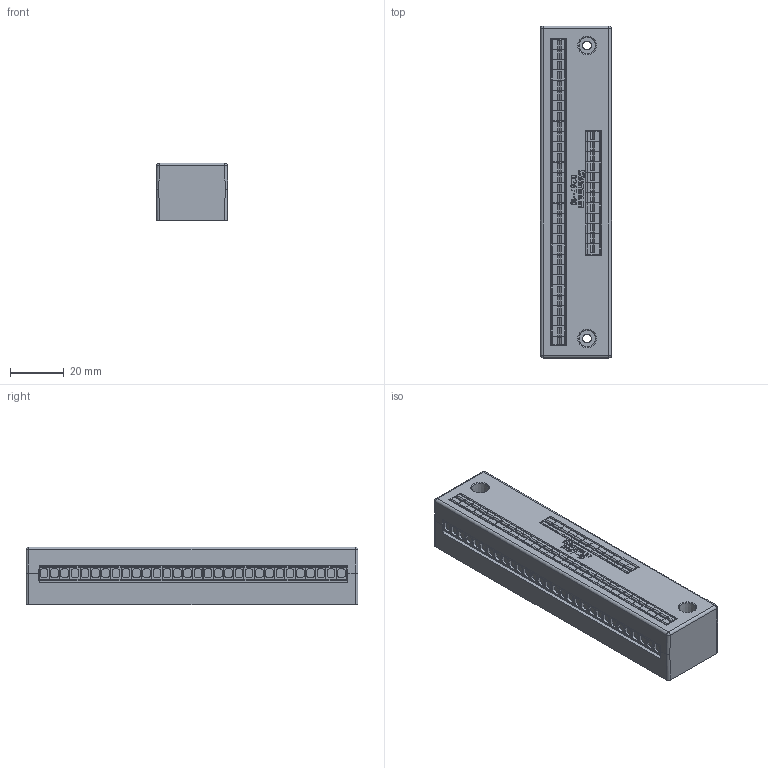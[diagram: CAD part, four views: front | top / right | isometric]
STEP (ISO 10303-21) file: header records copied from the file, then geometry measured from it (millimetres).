
FILE_DESCRIPTION(/* description */ (''),/* implementation_level */ '2;1');
FILE_NAME(/* name */ 'D267-10.stp',/* time_stamp */ '2024-08-14T15:23:57+08:00',/* author */ (''),/* organization */ (''),/* preprocessor_version */ 'ST-DEVELOPER v14',/* originating_system */ 'SIEMENS PLM Software NX 8.0',/* authorisation */ '');
FILE_SCHEMA (('AUTOMOTIVE_DESIGN { 1 0 10303 214 3 1 1 1 }'));
Length unit declared in the file: millimetre
Products named in the file (1): D267-10 3D_stp
Bounding box: 26.65 x 123.46 x 21.5 mm (x, y, z)
Volume: 68062.9 mm3; surface area: 16029.3 mm2
Topology: 1 solids, 1 shells, 1375 faces, 3780 edges, 2510 vertices
Faces by surface type: plane 1067, cylinder 285, extrusion 13, cone 6, sphere 4
Full cylindrical faces by diameter (mm): 3.3 x2
Entity records: 44672 total; most frequent: CARTESIAN_POINT 8306, ORIENTED_EDGE 7522, DIRECTION 7044, EDGE_CURVE 3761, VECTOR 3178, LINE 3165, VERTEX_POINT 2506, AXIS2_PLACEMENT_3D 1933
